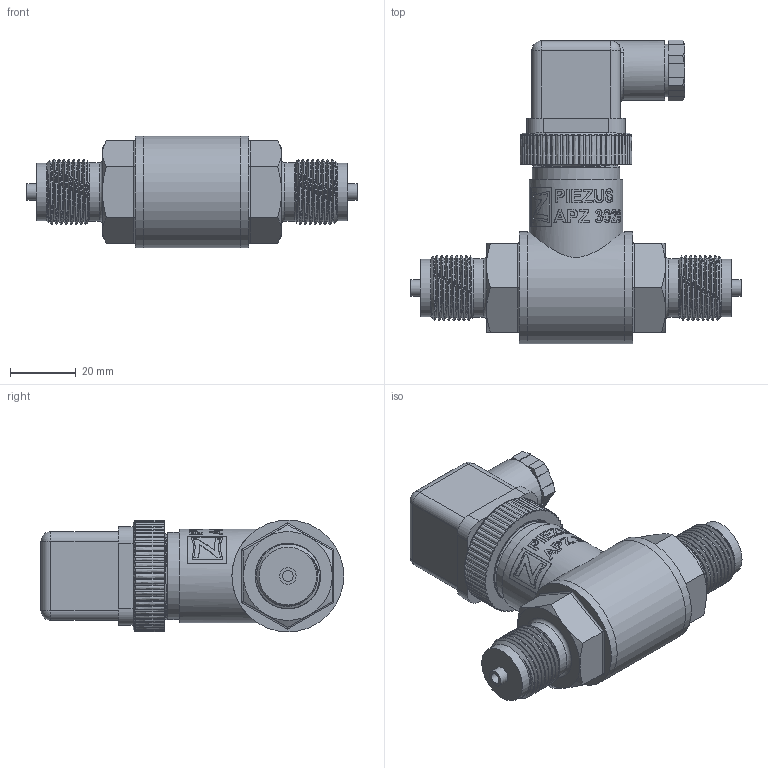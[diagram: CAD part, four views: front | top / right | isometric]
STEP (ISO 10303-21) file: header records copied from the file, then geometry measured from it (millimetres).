
FILE_DESCRIPTION(/* description */ (''),/* implementation_level */ '2;1');
FILE_NAME(/* name */ 'APZ3020_M20x1,5EN-axial_DIN43650A.step',/* time_stamp */ '2021-07-28T15:12:47+03:00',/* author */ (''),/* organization */ (''),/* preprocessor_version */ 'ST-DEVELOPER v18.1',/* originating_system */ 'Autodesk Translation Framework v10.9.0.1377',/* authorisation */ '');
FILE_SCHEMA (('AUTOMOTIVE_DESIGN { 1 0 10303 214 3 1 1 }'));
Length unit declared in the file: millimetre
Products named in the file (7): АПЗ 3020 - filled; M20x1,5 EN; shell; shell2; nut M27x1.5 v8; DIN 43650A female; DIN 43650A male 
Assembly tree (6 placements, depth 2):
  АПЗ 3020 - filled
    M20x1,5 EN
    shell
    shell2
    nut M27x1.5 v8
    DIN 43650A female
    DIN 43650A male 
Bounding box: 100.4 x 92.3 x 34 mm (x, y, z)
Volume: 99595.6 mm3; surface area: 35727.9 mm2
Topology: 5 solids, 5 shells, 1466 faces, 4013 edges, 2661 vertices
Faces by surface type: plane 576, bspline 555, cylinder 273, cone 41, torus 15, sphere 6
Full cylindrical faces by diameter (mm): 1.6 x4, 1.65 x4, 2 x1, 2.2 x1, 2.537 x6, 2.579 x1, 2.938 x10, 3.2 x1, 3.3 x2, 5 x3, 6 x1, 7.8 x1, 8 x1, 10 x1, 16 x1, 17.5 x2, 17.8 x2, 18 x1, 18.137 x14, 19.85 x12, 21 x1, 21.4 x2, 22 x1, 23.6 x1, 24 x3, 24.4 x1, 24.5 x1, 24.6 x4, 25.132 x4, 25.526 x4
Entity records: 70216 total; most frequent: CARTESIAN_POINT 36822, ORIENTED_EDGE 8022, DIRECTION 4899, EDGE_CURVE 4011, VERTEX_POINT 2661, LINE 1913, VECTOR 1913, EDGE_LOOP 1594
